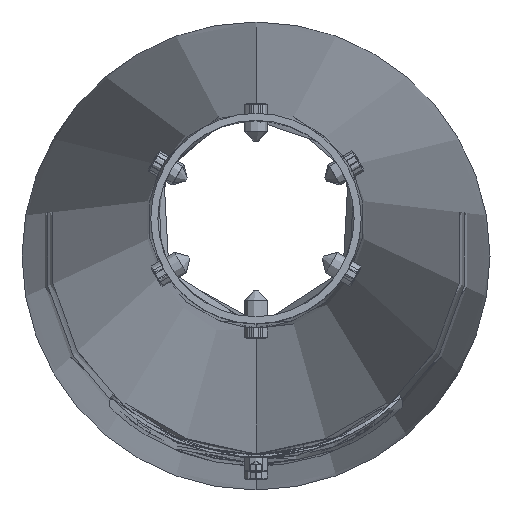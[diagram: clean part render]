
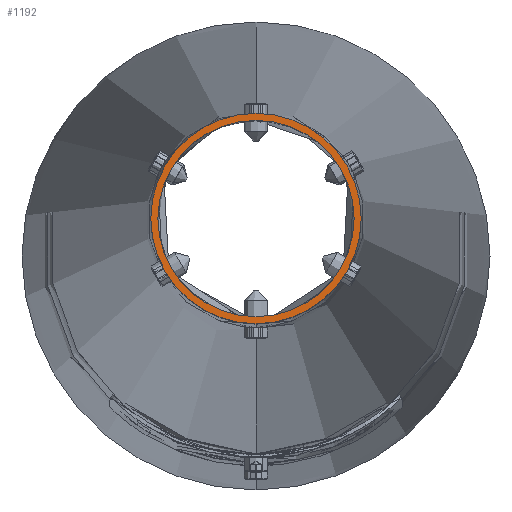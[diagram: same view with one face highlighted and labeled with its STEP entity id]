
A CAD part, top view. The second image highlights one B-rep face of the part: STEP entity #1192.
In plain terms, the highlighted face is planar.
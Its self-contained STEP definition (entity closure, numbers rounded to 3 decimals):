
#310 = CARTESIAN_POINT ( 'NONE',  ( 0., 9100., 0. ) ) ;
#393 = VERTEX_POINT ( 'NONE', #1678 ) ;
#428 = AXIS2_PLACEMENT_3D ( 'NONE', #6837, #6227, #5758 ) ;
#432 = DIRECTION ( 'NONE',  ( 0., 0., -1. ) ) ;
#614 = ORIENTED_EDGE ( 'NONE', *, *, #4894, .T. ) ;
#649 = EDGE_LOOP ( 'NONE', ( #5768, #614 ) ) ;
#858 = VERTEX_POINT ( 'NONE', #1470 ) ;
#859 = FACE_BOUND ( 'NONE', #649, .T. ) ;
#1192 = ADVANCED_FACE ( 'NONE', ( #859, #5241 ), #6892, .T. ) ;
#1297 = EDGE_CURVE ( 'NONE', #393, #5274, #1798, .T. ) ;
#1343 = CIRCLE ( 'NONE', #428, 44.5 ) ;
#1448 = AXIS2_PLACEMENT_3D ( 'NONE', #6526, #6480, #6076 ) ;
#1470 = CARTESIAN_POINT ( 'NONE',  ( 0., 9100., 44.5 ) ) ;
#1652 = EDGE_LOOP ( 'NONE', ( #1833, #3324 ) ) ;
#1678 = CARTESIAN_POINT ( 'NONE',  ( 0., 9100., -41.5 ) ) ;
#1798 = CIRCLE ( 'NONE', #6356, 41.5 ) ;
#1833 = ORIENTED_EDGE ( 'NONE', *, *, #6756, .F. ) ;
#1926 = CIRCLE ( 'NONE', #5224, 41.5 ) ;
#2049 = DIRECTION ( 'NONE',  ( 0., 0., -1. ) ) ;
#2474 = CIRCLE ( 'NONE', #2927, 44.5 ) ;
#2530 = DIRECTION ( 'NONE',  ( 0., -1., 0. ) ) ;
#2927 = AXIS2_PLACEMENT_3D ( 'NONE', #310, #6329, #6990 ) ;
#3324 = ORIENTED_EDGE ( 'NONE', *, *, #5234, .F. ) ;
#3450 = CARTESIAN_POINT ( 'NONE',  ( 0., 9100., 41.5 ) ) ;
#3781 = CARTESIAN_POINT ( 'NONE',  ( 0., 9100., 0. ) ) ;
#4628 = CARTESIAN_POINT ( 'NONE',  ( 0., 9100., -44.5 ) ) ;
#4894 = EDGE_CURVE ( 'NONE', #5274, #393, #1926, .T. ) ;
#5224 = AXIS2_PLACEMENT_3D ( 'NONE', #3781, #2530, #432 ) ;
#5234 = EDGE_CURVE ( 'NONE', #858, #6380, #1343, .T. ) ;
#5241 = FACE_OUTER_BOUND ( 'NONE', #1652, .T. ) ;
#5271 = DIRECTION ( 'NONE',  ( 0., -1., 0. ) ) ;
#5274 = VERTEX_POINT ( 'NONE', #3450 ) ;
#5758 = DIRECTION ( 'NONE',  ( 0., 0., -1. ) ) ;
#5768 = ORIENTED_EDGE ( 'NONE', *, *, #1297, .T. ) ;
#6076 = DIRECTION ( 'NONE',  ( 0., 0., 1. ) ) ;
#6227 = DIRECTION ( 'NONE',  ( 0., -1., 0. ) ) ;
#6329 = DIRECTION ( 'NONE',  ( 0., -1., 0. ) ) ;
#6356 = AXIS2_PLACEMENT_3D ( 'NONE', #7036, #5271, #2049 ) ;
#6380 = VERTEX_POINT ( 'NONE', #4628 ) ;
#6480 = DIRECTION ( 'NONE',  ( 0., 1., 0. ) ) ;
#6526 = CARTESIAN_POINT ( 'NONE',  ( -44.5, 9100., 0. ) ) ;
#6756 = EDGE_CURVE ( 'NONE', #6380, #858, #2474, .T. ) ;
#6837 = CARTESIAN_POINT ( 'NONE',  ( 0., 9100., 0. ) ) ;
#6892 = PLANE ( 'NONE',  #1448 ) ;
#6990 = DIRECTION ( 'NONE',  ( 0., 0., -1. ) ) ;
#7036 = CARTESIAN_POINT ( 'NONE',  ( 0., 9100., 0. ) ) ;
